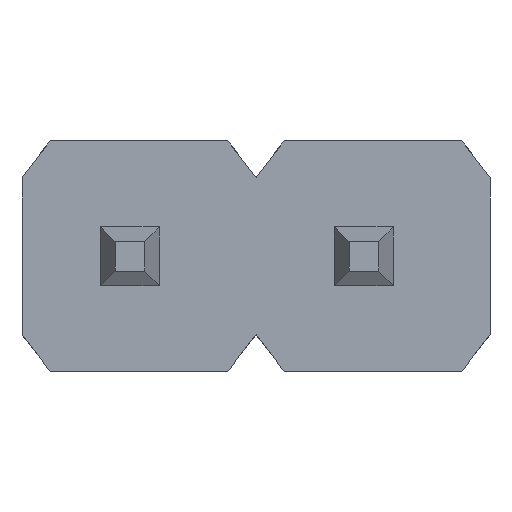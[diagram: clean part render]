
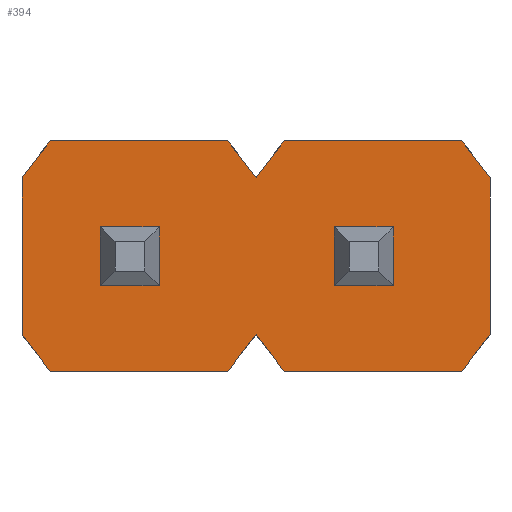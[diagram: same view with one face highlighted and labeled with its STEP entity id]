
A CAD part, front view. The second image highlights one B-rep face of the part: STEP entity #394.
In plain terms, the highlighted planar face has unit normal (0, -1, 0).
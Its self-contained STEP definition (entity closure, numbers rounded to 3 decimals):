
#324=EDGE_CURVE('',#822,#682,#937,.T.);
#332=VERTEX_POINT('',#946);
#354=EDGE_CURVE('',#514,#332,#970,.T.);
#362=EDGE_CURVE('',#802,#912,#978,.T.);
#394=ADVANCED_FACE('',(#1012,#1013,#1014),#1015,.T.);
#422=EDGE_CURVE('',#800,#802,#1045,.T.);
#424=VERTEX_POINT('',#1047);
#436=VERTEX_POINT('',#1061);
#438=EDGE_CURVE('',#916,#424,#1063,.T.);
#506=EDGE_CURVE('',#638,#874,#1139,.T.);
#514=VERTEX_POINT('',#1147);
#520=EDGE_CURVE('',#870,#710,#1154,.T.);
#540=EDGE_CURVE('',#780,#796,#1177,.T.);
#544=VERTEX_POINT('',#1181);
#564=EDGE_CURVE('',#912,#638,#1205,.T.);
#566=EDGE_CURVE('',#884,#738,#1207,.T.);
#586=EDGE_CURVE('',#756,#916,#1228,.T.);
#630=EDGE_CURVE('',#436,#544,#1275,.T.);
#638=VERTEX_POINT('',#1284);
#648=EDGE_CURVE('',#710,#822,#1294,.T.);
#682=VERTEX_POINT('',#1333);
#692=EDGE_CURVE('',#332,#834,#1343,.T.);
#694=EDGE_CURVE('',#720,#514,#1345,.T.);
#702=EDGE_CURVE('',#874,#720,#1353,.T.);
#710=VERTEX_POINT('',#1362);
#716=EDGE_CURVE('',#834,#436,#1368,.T.);
#720=VERTEX_POINT('',#1373);
#738=VERTEX_POINT('',#1395);
#750=EDGE_CURVE('',#424,#800,#1409,.T.);
#756=VERTEX_POINT('',#1416);
#766=EDGE_CURVE('',#544,#756,#1427,.T.);
#780=VERTEX_POINT('',#1445);
#784=EDGE_CURVE('',#682,#870,#1449,.T.);
#796=VERTEX_POINT('',#1463);
#800=VERTEX_POINT('',#1467);
#802=VERTEX_POINT('',#1469);
#822=VERTEX_POINT('',#1491);
#834=VERTEX_POINT('',#1505);
#870=VERTEX_POINT('',#1544);
#874=VERTEX_POINT('',#1548);
#884=VERTEX_POINT('',#1559);
#894=EDGE_CURVE('',#738,#780,#1569,.T.);
#900=EDGE_CURVE('',#796,#884,#1576,.T.);
#912=VERTEX_POINT('',#1589);
#916=VERTEX_POINT('',#1593);
#937=LINE('',#1605,#1606);
#946=CARTESIAN_POINT('',(-2.44,-2.54,0.851));
#970=LINE('',#1654,#1655);
#978=LINE('',#1668,#1669);
#1012=FACE_BOUND('',#1719,.T.);
#1013=FACE_BOUND('',#1720,.T.);
#1014=FACE_OUTER_BOUND('',#1721,.T.);
#1015=PLANE('',#1722);
#1045=LINE('',#1763,#1764);
#1047=CARTESIAN_POINT('',(2.64,-2.54,0.851));
#1061=CARTESIAN_POINT('',(-0.205,-2.54,1.253));
#1063=LINE('',#1785,#1786);
#1139=LINE('',#1905,#1906);
#1147=CARTESIAN_POINT('',(-2.44,-2.54,-0.851));
#1154=LINE('',#1926,#1927);
#1177=LINE('',#1957,#1958);
#1181=CARTESIAN_POINT('',(0.1,-2.54,0.851));
#1205=LINE('',#1997,#1998);
#1207=LINE('',#2001,#2002);
#1228=LINE('',#2034,#2035);
#1275=LINE('',#2107,#2108);
#1284=CARTESIAN_POINT('',(0.1,-2.54,-0.851));
#1294=LINE('',#2136,#2137);
#1333=CARTESIAN_POINT('',(-1.59,-2.54,-0.32));
#1343=LINE('',#2199,#2200);
#1345=LINE('',#2203,#2204);
#1353=LINE('',#2217,#2218);
#1362=CARTESIAN_POINT('',(-0.95,-2.54,0.32));
#1368=LINE('',#2242,#2243);
#1373=CARTESIAN_POINT('',(-2.135,-2.54,-1.246));
#1395=CARTESIAN_POINT('',(0.95,-2.54,-0.32));
#1409=LINE('',#2287,#2288);
#1416=CARTESIAN_POINT('',(0.405,-2.54,1.253));
#1427=LINE('',#2311,#2312);
#1445=CARTESIAN_POINT('',(0.95,-2.54,0.32));
#1449=LINE('',#2339,#2340);
#1463=CARTESIAN_POINT('',(1.59,-2.54,0.32));
#1467=CARTESIAN_POINT('',(2.64,-2.54,-0.851));
#1469=CARTESIAN_POINT('',(2.335,-2.54,-1.246));
#1491=CARTESIAN_POINT('',(-0.95,-2.54,-0.32));
#1505=CARTESIAN_POINT('',(-2.135,-2.54,1.253));
#1544=CARTESIAN_POINT('',(-1.59,-2.54,0.32));
#1548=CARTESIAN_POINT('',(-0.205,-2.54,-1.246));
#1559=CARTESIAN_POINT('',(1.59,-2.54,-0.32));
#1569=LINE('',#2515,#2516);
#1576=LINE('',#2526,#2527);
#1589=CARTESIAN_POINT('',(0.405,-2.54,-1.246));
#1593=CARTESIAN_POINT('',(2.335,-2.54,1.253));
#1605=CARTESIAN_POINT('',(-1.47,-2.54,-0.32));
#1606=VECTOR('',#2554,1.0);
#1654=CARTESIAN_POINT('',(-2.44,-2.54,0.851));
#1655=VECTOR('',#2586,1.0);
#1668=CARTESIAN_POINT('',(2.335,-2.54,-1.246));
#1669=VECTOR('',#2589,1.0);
#1719=EDGE_LOOP('',(#2615,#2616,#2617,#2618));
#1720=EDGE_LOOP('',(#2619,#2620,#2621,#2622));
#1721=EDGE_LOOP('',(#2623,#2624,#2625,#2626,#2627,#2628,#2629,#2630,#2631,#2632,#2633,#2634,#2635,#2636));
#1722=AXIS2_PLACEMENT_3D('',#2637,#2638,#2639);
#1763=CARTESIAN_POINT('',(2.64,-2.54,-0.851));
#1764=VECTOR('',#2661,1.0);
#1785=CARTESIAN_POINT('',(2.335,-2.54,1.253));
#1786=VECTOR('',#2679,1.0);
#1905=CARTESIAN_POINT('',(0.1,-2.54,-0.851));
#1906=VECTOR('',#2769,1.0);
#1926=CARTESIAN_POINT('',(-1.47,-2.54,0.32));
#1927=VECTOR('',#2780,1.0);
#1957=CARTESIAN_POINT('',(-0.2,-2.54,0.32));
#1958=VECTOR('',#2808,1.0);
#1997=CARTESIAN_POINT('',(0.405,-2.54,-1.246));
#1998=VECTOR('',#2846,1.0);
#2001=CARTESIAN_POINT('',(-0.2,-2.54,-0.32));
#2002=VECTOR('',#2847,1.0);
#2034=CARTESIAN_POINT('',(0.405,-2.54,1.253));
#2035=VECTOR('',#2861,1.0);
#2107=CARTESIAN_POINT('',(-0.205,-2.54,1.253));
#2108=VECTOR('',#2898,1.0);
#2136=CARTESIAN_POINT('',(-0.95,-2.54,0.252));
#2137=VECTOR('',#2911,1.0);
#2199=CARTESIAN_POINT('',(-2.135,-2.54,1.253));
#2200=VECTOR('',#2960,1.0);
#2203=CARTESIAN_POINT('',(-2.135,-2.54,-1.246));
#2204=VECTOR('',#2961,1.0);
#2217=CARTESIAN_POINT('',(-0.205,-2.54,-1.246));
#2218=VECTOR('',#2964,1.0);
#2242=CARTESIAN_POINT('',(-2.135,-2.54,1.253));
#2243=VECTOR('',#2977,1.0);
#2287=CARTESIAN_POINT('',(2.64,-2.54,0.851));
#2288=VECTOR('',#3039,1.0);
#2311=CARTESIAN_POINT('',(0.405,-2.54,1.253));
#2312=VECTOR('',#3060,1.0);
#2339=CARTESIAN_POINT('',(-1.59,-2.54,0.252));
#2340=VECTOR('',#3097,1.0);
#2515=CARTESIAN_POINT('',(0.95,-2.54,0.252));
#2516=VECTOR('',#3209,1.0);
#2526=CARTESIAN_POINT('',(1.59,-2.54,0.252));
#2527=VECTOR('',#3219,1.0);
#2554=DIRECTION('',(-1.0,0.,0.));
#2586=DIRECTION('',(0.0,0.,1.0));
#2589=DIRECTION('',(-1.0,0.0,0.0));
#2615=ORIENTED_EDGE('',*,*,#540,.T.);
#2616=ORIENTED_EDGE('',*,*,#900,.T.);
#2617=ORIENTED_EDGE('',*,*,#566,.T.);
#2618=ORIENTED_EDGE('',*,*,#894,.T.);
#2619=ORIENTED_EDGE('',*,*,#520,.T.);
#2620=ORIENTED_EDGE('',*,*,#648,.T.);
#2621=ORIENTED_EDGE('',*,*,#324,.T.);
#2622=ORIENTED_EDGE('',*,*,#784,.T.);
#2623=ORIENTED_EDGE('',*,*,#630,.F.);
#2624=ORIENTED_EDGE('',*,*,#716,.F.);
#2625=ORIENTED_EDGE('',*,*,#692,.F.);
#2626=ORIENTED_EDGE('',*,*,#354,.F.);
#2627=ORIENTED_EDGE('',*,*,#694,.F.);
#2628=ORIENTED_EDGE('',*,*,#702,.F.);
#2629=ORIENTED_EDGE('',*,*,#506,.F.);
#2630=ORIENTED_EDGE('',*,*,#564,.F.);
#2631=ORIENTED_EDGE('',*,*,#362,.F.);
#2632=ORIENTED_EDGE('',*,*,#422,.F.);
#2633=ORIENTED_EDGE('',*,*,#750,.F.);
#2634=ORIENTED_EDGE('',*,*,#438,.F.);
#2635=ORIENTED_EDGE('',*,*,#586,.F.);
#2636=ORIENTED_EDGE('',*,*,#766,.F.);
#2637=CARTESIAN_POINT('',(-1.17,-2.54,0.003));
#2638=DIRECTION('',(0.0,-1.0,0.));
#2639=DIRECTION('',(1.0,0.0,0.0));
#2661=DIRECTION('',(-0.611,0.,-0.792));
#2679=DIRECTION('',(0.604,0.,-0.797));
#2769=DIRECTION('',(-0.611,0.,-0.792));
#2780=DIRECTION('',(1.0,0.,0.));
#2808=DIRECTION('',(1.0,0.,0.));
#2846=DIRECTION('',(-0.611,0.,0.792));
#2847=DIRECTION('',(-1.0,0.,0.));
#2861=DIRECTION('',(1.0,0.0,0.0));
#2898=DIRECTION('',(0.604,0.,-0.797));
#2911=DIRECTION('',(0.,0.,-1.0));
#2960=DIRECTION('',(0.604,0.,0.797));
#2961=DIRECTION('',(-0.611,0.,0.792));
#2964=DIRECTION('',(-1.0,0.0,0.0));
#2977=DIRECTION('',(1.0,0.0,0.0));
#3039=DIRECTION('',(0.0,0.,-1.0));
#3060=DIRECTION('',(0.604,0.,0.797));
#3097=DIRECTION('',(0.,0.,1.0));
#3209=DIRECTION('',(0.,0.,1.0));
#3219=DIRECTION('',(0.,0.,-1.0));
